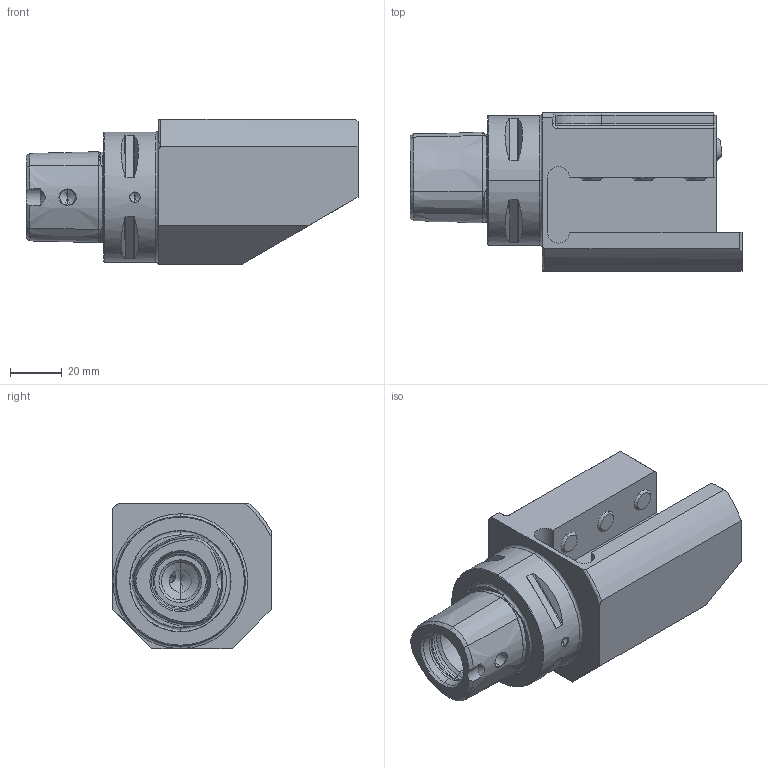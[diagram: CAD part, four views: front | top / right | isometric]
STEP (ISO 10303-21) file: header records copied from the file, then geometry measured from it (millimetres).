
FILE_DESCRIPTION (( 'STEP AP203' ), '1' );
FILE_NAME ('PS5-V20.L11.098.STEP', '2012-05-08T09:03:35', ( 'baer' ), ( 'Hewlett-Packard Company' ), 'SwSTEP 2.0', 'SolidWorks 2012', '' );
FILE_SCHEMA (( 'CONFIG_CONTROL_DESIGN' ));
Length unit declared in the file: millimetre
Products named in the file (6): PS5-V20.L11.098; KU1-U12.001.010; KU1-U12.001.010_2; KU1-U12.001.010_1; ISO 4026 - M10 x 20; PS5-V20.L11.098_A
Assembly tree (7 placements, depth 3):
  PS5-V20.L11.098
    PS5-V20.L11.098_A
    ISO 4026 - M10 x 20  x3
    KU1-U12.001.010
      KU1-U12.001.010_1
      KU1-U12.001.010_2
Bounding box: 128 x 61 x 56 mm (x, y, z)
Volume: 218987.3 mm3; surface area: 38445.2 mm2
Topology: 6 solids, 6 shells, 240 faces, 569 edges, 342 vertices
Faces by surface type: plane 79, cone 70, cylinder 55, torus 32, sphere 4
Entity records: 7217 total; most frequent: CARTESIAN_POINT 1721, DIRECTION 1058, ORIENTED_EDGE 978, EDGE_CURVE 489, AXIS2_PLACEMENT_3D 423, VERTEX_POINT 296, EDGE_LOOP 233, VECTOR 212
